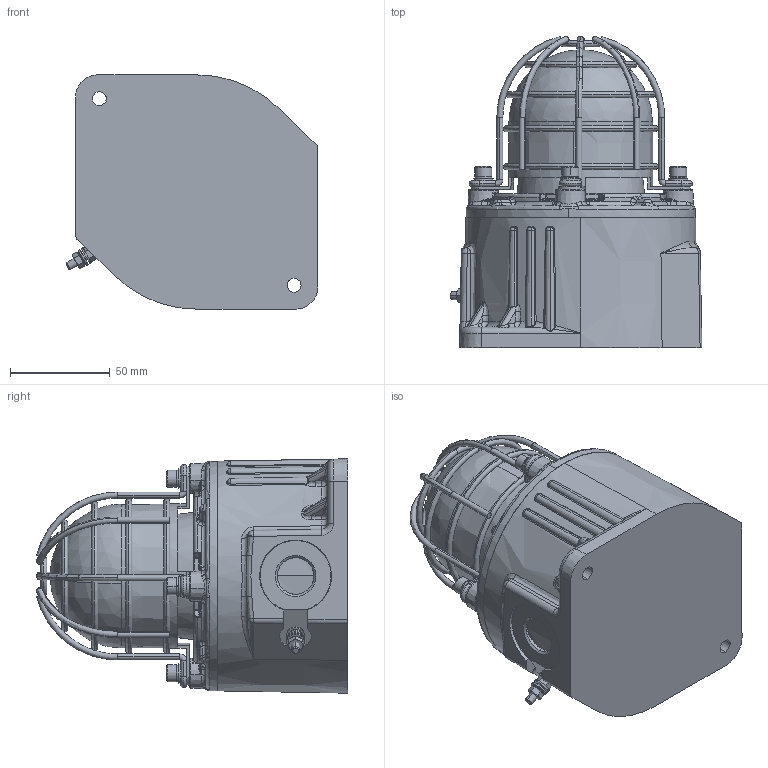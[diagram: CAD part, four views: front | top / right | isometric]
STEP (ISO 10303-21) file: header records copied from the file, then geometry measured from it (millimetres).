
FILE_DESCRIPTION (( 'STEP AP214' ), '1' );
FILE_NAME ('SK0419_Issue_A.STEP', '2015-12-18T08:50:36', ( '' ), ( '' ), 'SwSTEP 2.0', 'SolidWorks 2016', '' );
FILE_SCHEMA (( 'AUTOMOTIVE_DESIGN' ));
Length unit declared in the file: millimetre
Products named in the file (1): SK0419_Issue_A
Bounding box: 126.03 x 155.7 x 117.27 mm (x, y, z)
Volume: 996414.1 mm3; surface area: 135441.3 mm2
Topology: 27 solids, 27 shells, 1165 faces, 2778 edges, 1600 vertices
Faces by surface type: torus 275, bspline 256, cylinder 241, plane 207, cone 144, sphere 42
Entity records: 54978 total; most frequent: CARTESIAN_POINT 16738, ORIENTED_EDGE 5412, DIRECTION 5238, EDGE_CURVE 2706, AXIS2_PLACEMENT_3D 2329, VERTEX_POINT 1600, CIRCLE 1419, EDGE_LOOP 1226
